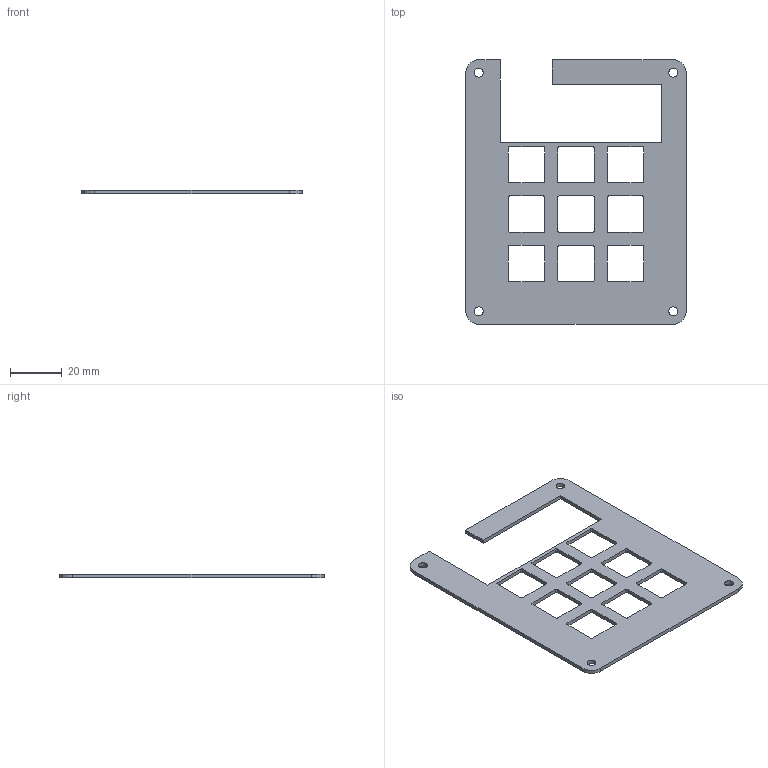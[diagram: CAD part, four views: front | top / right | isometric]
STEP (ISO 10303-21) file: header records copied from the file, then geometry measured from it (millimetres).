
FILE_DESCRIPTION(/* description */ (''),/* implementation_level */ '2;1');
FILE_NAME(/* name */ 'macropad_casetop.step',/* time_stamp */ '2025-12-21T14:45:24+01:00',/* author */ (''),/* organization */ (''),/* preprocessor_version */ 'ST-DEVELOPER v20.1',/* originating_system */ 'Autodesk Translation Framework v14.21.0.0',/* authorisation */ '');
FILE_SCHEMA (('AUTOMOTIVE_DESIGN { 1 0 10303 214 3 1 1 }'));
Length unit declared in the file: millimetre
Products named in the file (2): macropad_casetop; top
Assembly tree (1 placements, depth 2):
  macropad_casetop
    top
Bounding box: 85 x 102 x 1.5 mm (x, y, z)
Volume: 7893.3 mm3; surface area: 12103.5 mm2
Topology: 1 solids, 1 shells, 92 faces, 270 edges, 180 vertices
Faces by surface type: plane 48, cylinder 44
Full cylindrical faces by diameter (mm): 3.4 x4
Entity records: 3187 total; most frequent: DIRECTION 548, CARTESIAN_POINT 545, ORIENTED_EDGE 540, EDGE_CURVE 270, AXIS2_PLACEMENT_3D 183, LINE 182, VECTOR 182, VERTEX_POINT 180
